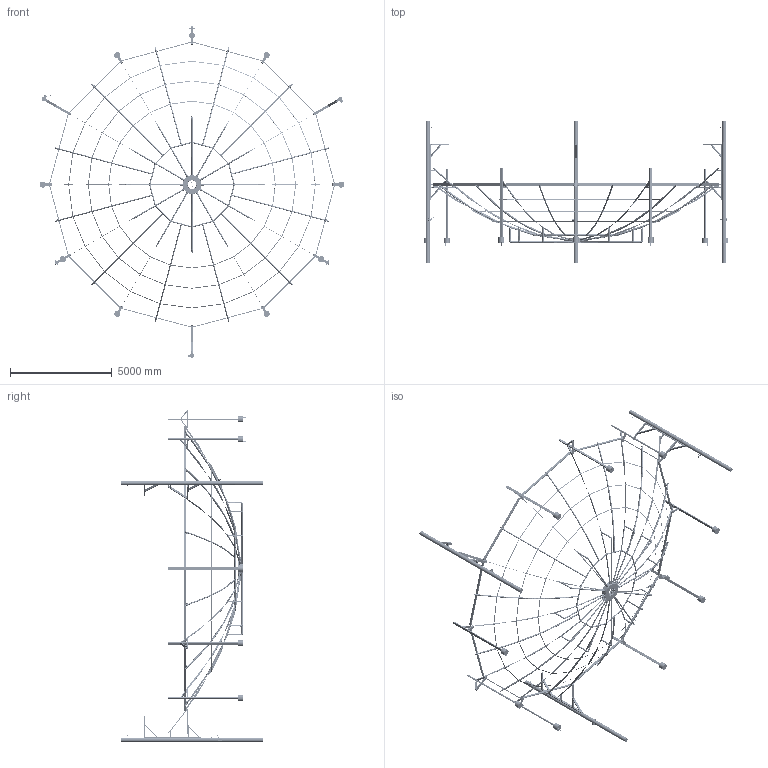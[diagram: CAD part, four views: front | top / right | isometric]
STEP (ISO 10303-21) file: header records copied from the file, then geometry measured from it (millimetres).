
FILE_DESCRIPTION(/* description */ ('Hub inner sonotube'),/* implementation_level */ '2;1');
FILE_NAME(/* name */ 'element.stp',/* time_stamp */ '2015-03-25T15:58:26-07:00',/* author */ ('Dave'),/* organization */ ('HERA Project'),/* preprocessor_version */ 'ST-DEVELOPER v15.2',/* originating_system */ 'Autodesk Inventor 2014',/* authorisation */ '');
FILE_SCHEMA (('AUTOMOTIVE_DESIGN { 1 0 10303 214 3 1 1 }'));
Length unit declared in the file: inch
Products named in the file (66): sonotubeInner; rebarbar; sonotubeOuter; cement; nail_20d; sparHoriz; sleeve_spar; hub; eyebolt_ss_375; pole; heightMarker; winch; thickRightAngle; winchAssembly; poleStandVert; poleStand45; poleStandHoriz1; poleScreenHldHoriz; poleScreenHld45; washer_3-8; lagBolt_3-8; poleStandVertAssy; ring support left; angle channel; Horizontal channel left; side plate; HERA_end_cap_left; poleStandHoriz2; poleStand37; poleStandHoriz3; angleBracket; ring support right; Horizontal channel right; HERA_end_cap_right; poleStandHorizAssy; pulley; eyebolt_small; feedCableStay1; feedCableStay2; feedCableStay ...
Bounding box: 15004.56 x 7000 x 16335.97 mm (x, y, z)
Volume: 1638719035.9 mm3; surface area: 156284870.6 mm2
Topology: 589 solids, 589 shells, 8413 faces, 20925 edges, 13854 vertices
Faces by surface type: plane 5376, cylinder 2812, bspline 108, cone 87, torus 30
Full cylindrical faces by diameter (mm): 1 x252, 2 x672, 2.54 x3, 3.175 x150, 4.877 x24, 5 x144, 5.105 x60, 6.35 x54, 6.756 x30, 7.62 x33, 8.89 x24, 9.296 x9, 9.525 x21, 9.652 x9, 10.084 x9, 12 x1, 12.7 x42, 13.953 x3, 15 x17, 16.51 x9, 19.05 x9, 25.4 x9, 38.1 x3, 52.502 x24, 52.528 x12, 53.34 x24, 55 x12, 55.8 x12, 60.325 x73, 63 x60
Entity records: 36393 total; most frequent: CARTESIAN_POINT 17183, DIRECTION 3594, ORIENTED_EDGE 3074, EDGE_CURVE 1536, AXIS2_PLACEMENT_3D 1411, EDGE_LOOP 1324, VERTEX_POINT 1183, LINE 772
